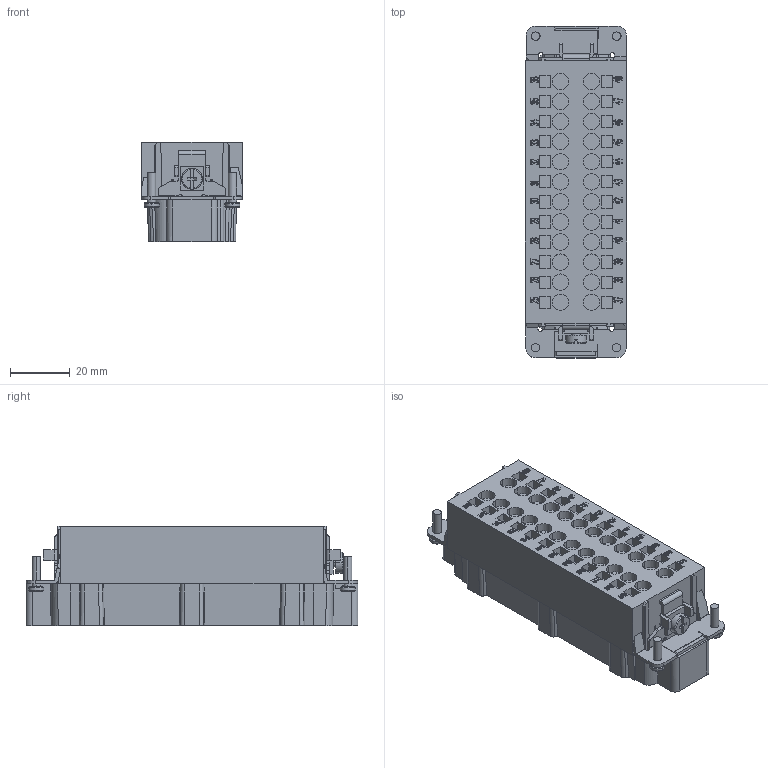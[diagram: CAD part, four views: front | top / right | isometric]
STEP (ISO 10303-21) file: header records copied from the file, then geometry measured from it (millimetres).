
FILE_DESCRIPTION((''),'2;1');
FILE_NAME('3D_1220240120002_HE-024-MS_25-4','2017-07-11T',('tl.yang'),(''),'PRO/ENGINEER BY PARAMETRIC TECHNOLOGY CORPORATION, 2011500','PRO/ENGINEER BY PARAMETRIC TECHNOLOGY CORPORATION, 2011500','');
FILE_SCHEMA(('CONFIG_CONTROL_DESIGN'));
Products named in the file (1): 3D_1220240120002_HE-024-MS_25-4
Bounding box: 33.9 x 110.8 x 33.14 mm (x, y, z)
Volume: 68748.3 mm3; surface area: 27031.9 mm2
Topology: 1 solids, 1 shells, 4912 faces, 13840 edges, 9137 vertices
Faces by surface type: plane 4283, cylinder 291, cone 152, bspline 136, sphere 48, torus 2
Entity records: 159799 total; most frequent: CARTESIAN_POINT 33102, ORIENTED_EDGE 27584, DIRECTION 23985, EDGE_CURVE 13792, VECTOR 12413, LINE 12413, VERTEX_POINT 9137, AXIS2_PLACEMENT_3D 5786
